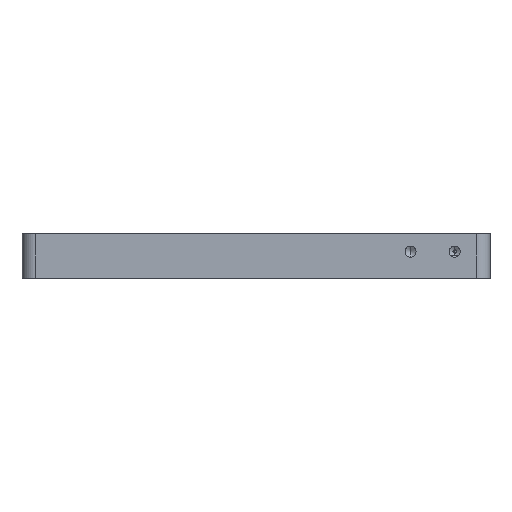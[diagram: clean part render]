
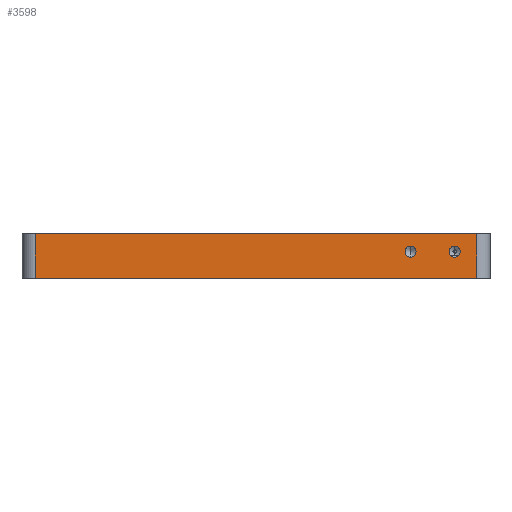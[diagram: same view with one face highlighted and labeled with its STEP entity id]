
A CAD part, left-side view. The second image highlights one B-rep face of the part: STEP entity #3598.
In plain terms, the highlighted planar face has unit normal (-1, 0, 0).
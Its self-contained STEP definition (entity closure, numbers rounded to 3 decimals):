
#129 = EDGE_CURVE ( 'NONE', #4300, #3210, #4770, .T. ) ;
#137 = EDGE_LOOP ( 'NONE', ( #5424, #5412, #4140, #5692 ) ) ;
#256 = DIRECTION ( 'NONE',  ( -1., 0., 0. ) ) ;
#360 = CARTESIAN_POINT ( 'NONE',  ( -75., 50., 12. ) ) ;
#386 = CARTESIAN_POINT ( 'NONE',  ( -75., -50., 12. ) ) ;
#427 = AXIS2_PLACEMENT_3D ( 'NONE', #738, #256, #3284 ) ;
#511 = DIRECTION ( 'NONE',  ( 0., 0., 1. ) ) ;
#738 = CARTESIAN_POINT ( 'NONE',  ( -75., -35., 8. ) ) ;
#820 = EDGE_CURVE ( 'NONE', #2940, #2766, #2498, .T. ) ;
#916 = EDGE_CURVE ( 'NONE', #5189, #5335, #1149, .T. ) ;
#955 = DIRECTION ( 'NONE',  ( -1., 0., 0. ) ) ;
#988 = CIRCLE ( 'NONE', #427, 1.25 ) ;
#991 = EDGE_CURVE ( 'NONE', #2940, #5335, #2788, .T. ) ;
#1144 = CIRCLE ( 'NONE', #4120, 1.25 ) ;
#1149 = LINE ( 'NONE', #360, #2341 ) ;
#1264 = LINE ( 'NONE', #2778, #6494 ) ;
#1374 = CARTESIAN_POINT ( 'NONE',  ( -75., 60., 2. ) ) ;
#1672 = DIRECTION ( 'NONE',  ( -1., 0., 0. ) ) ;
#1761 = DIRECTION ( 'NONE',  ( 0., 0., 1. ) ) ;
#1839 = DIRECTION ( 'NONE',  ( 0., -1., 0. ) ) ;
#2013 = CARTESIAN_POINT ( 'NONE',  ( -75., 60., 12. ) ) ;
#2162 = CARTESIAN_POINT ( 'NONE',  ( -75., -45., 8. ) ) ;
#2173 = VECTOR ( 'NONE', #2483, 1000. ) ;
#2198 = CARTESIAN_POINT ( 'NONE',  ( -75., -35., 6.75 ) ) ;
#2297 = CARTESIAN_POINT ( 'NONE',  ( -75., -50., 12. ) ) ;
#2341 = VECTOR ( 'NONE', #5376, 1000. ) ;
#2483 = DIRECTION ( 'NONE',  ( 0., 1., 0. ) ) ;
#2498 = LINE ( 'NONE', #386, #3894 ) ;
#2521 = VERTEX_POINT ( 'NONE', #3550 ) ;
#2672 = ORIENTED_EDGE ( 'NONE', *, *, #5763, .F. ) ;
#2766 = VERTEX_POINT ( 'NONE', #2297 ) ;
#2778 = CARTESIAN_POINT ( 'NONE',  ( -75., 60., 12. ) ) ;
#2788 = LINE ( 'NONE', #1374, #2173 ) ;
#2940 = VERTEX_POINT ( 'NONE', #3875 ) ;
#3034 = CARTESIAN_POINT ( 'NONE',  ( -75., 50., 12. ) ) ;
#3210 = VERTEX_POINT ( 'NONE', #2198 ) ;
#3252 = FACE_BOUND ( 'NONE', #5594, .T. ) ;
#3284 = DIRECTION ( 'NONE',  ( 0., 0., 1. ) ) ;
#3408 = FACE_BOUND ( 'NONE', #4145, .T. ) ;
#3550 = CARTESIAN_POINT ( 'NONE',  ( -75., -45., 9.25 ) ) ;
#3598 = ADVANCED_FACE ( 'NONE', ( #3408, #3252, #5389 ), #5450, .F. ) ;
#3875 = CARTESIAN_POINT ( 'NONE',  ( -75., -50., 2. ) ) ;
#3880 = CARTESIAN_POINT ( 'NONE',  ( -75., -45., 6.75 ) ) ;
#3894 = VECTOR ( 'NONE', #6500, 1000. ) ;
#3965 = EDGE_CURVE ( 'NONE', #3210, #4300, #988, .T. ) ;
#3975 = DIRECTION ( 'NONE',  ( 0., 1., 0. ) ) ;
#4035 = CARTESIAN_POINT ( 'NONE',  ( -75., -45., 8. ) ) ;
#4096 = CARTESIAN_POINT ( 'NONE',  ( -75., -35., 9.25 ) ) ;
#4115 = EDGE_CURVE ( 'NONE', #6095, #2521, #1144, .T. ) ;
#4117 = DIRECTION ( 'NONE',  ( 0., 0., 1. ) ) ;
#4120 = AXIS2_PLACEMENT_3D ( 'NONE', #4035, #955, #511 ) ;
#4140 = ORIENTED_EDGE ( 'NONE', *, *, #4492, .F. ) ;
#4145 = EDGE_LOOP ( 'NONE', ( #5608, #6411 ) ) ;
#4300 = VERTEX_POINT ( 'NONE', #4096 ) ;
#4492 = EDGE_CURVE ( 'NONE', #5189, #2766, #1264, .T. ) ;
#4744 = CARTESIAN_POINT ( 'NONE',  ( -75., -35., 8. ) ) ;
#4770 = CIRCLE ( 'NONE', #5503, 1.25 ) ;
#4973 = AXIS2_PLACEMENT_3D ( 'NONE', #2013, #6508, #3975 ) ;
#5189 = VERTEX_POINT ( 'NONE', #3034 ) ;
#5335 = VERTEX_POINT ( 'NONE', #6238 ) ;
#5376 = DIRECTION ( 'NONE',  ( 0., 0., -1. ) ) ;
#5389 = FACE_OUTER_BOUND ( 'NONE', #137, .T. ) ;
#5412 = ORIENTED_EDGE ( 'NONE', *, *, #820, .T. ) ;
#5424 = ORIENTED_EDGE ( 'NONE', *, *, #991, .F. ) ;
#5450 = PLANE ( 'NONE',  #4973 ) ;
#5503 = AXIS2_PLACEMENT_3D ( 'NONE', #4744, #6306, #1761 ) ;
#5588 = CIRCLE ( 'NONE', #6335, 1.25 ) ;
#5594 = EDGE_LOOP ( 'NONE', ( #2672, #5905 ) ) ;
#5608 = ORIENTED_EDGE ( 'NONE', *, *, #129, .F. ) ;
#5692 = ORIENTED_EDGE ( 'NONE', *, *, #916, .T. ) ;
#5763 = EDGE_CURVE ( 'NONE', #2521, #6095, #5588, .T. ) ;
#5905 = ORIENTED_EDGE ( 'NONE', *, *, #4115, .F. ) ;
#6095 = VERTEX_POINT ( 'NONE', #3880 ) ;
#6238 = CARTESIAN_POINT ( 'NONE',  ( -75., 50., 2. ) ) ;
#6306 = DIRECTION ( 'NONE',  ( -1., 0., 0. ) ) ;
#6335 = AXIS2_PLACEMENT_3D ( 'NONE', #2162, #1672, #4117 ) ;
#6411 = ORIENTED_EDGE ( 'NONE', *, *, #3965, .F. ) ;
#6494 = VECTOR ( 'NONE', #1839, 1000. ) ;
#6500 = DIRECTION ( 'NONE',  ( 0., 0., 1. ) ) ;
#6508 = DIRECTION ( 'NONE',  ( 1., 0., 0. ) ) ;
